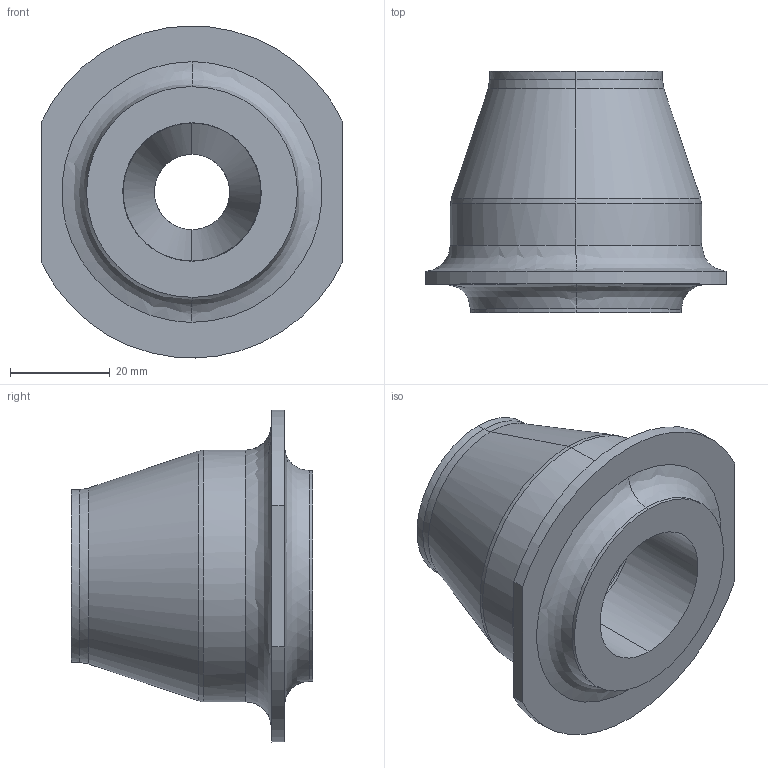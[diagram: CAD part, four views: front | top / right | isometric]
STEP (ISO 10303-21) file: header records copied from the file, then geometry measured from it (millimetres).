
FILE_DESCRIPTION(/* description */ (''),/* implementation_level */ '2;1');
FILE_NAME(/* name */ 'P11',/* time_stamp */ '2017-08-10T10:35:34+02:00',/* author */ (''),/* organization */ (''),/* preprocessor_version */ 'ST-DEVELOPER v15',/* originating_system */ '',/* authorisation */ '');
FILE_SCHEMA (('CONFIG_CONTROL_DESIGN'));
Length unit declared in the file: millimetre
Products named in the file (1): Document
Bounding box: 60.3 x 48.54 x 66.69 mm (x, y, z)
Volume: 61278.4 mm3; surface area: 15042.5 mm2
Topology: 1 solids, 1 shells, 35 faces, 76 edges, 44 vertices
Faces by surface type: bspline 28, plane 7
Entity records: 2121 total; most frequent: CARTESIAN_POINT 1599, ORIENTED_EDGE 152, EDGE_CURVE 76, VERTEX_POINT 44, EDGE_LOOP 38, ADVANCED_FACE 35, FACE_OUTER_BOUND 35, B_SPLINE_CURVE_WITH_KNOTS 26
